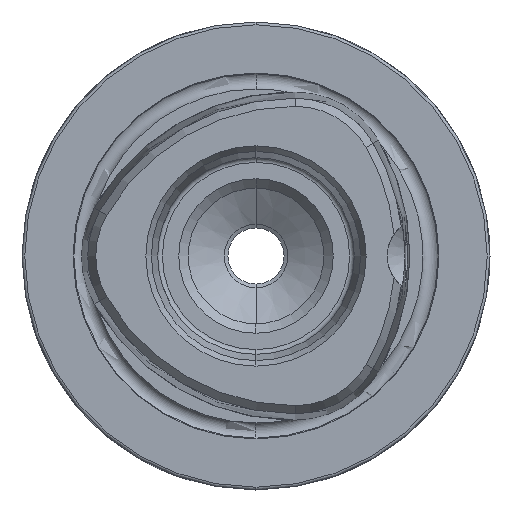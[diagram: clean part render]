
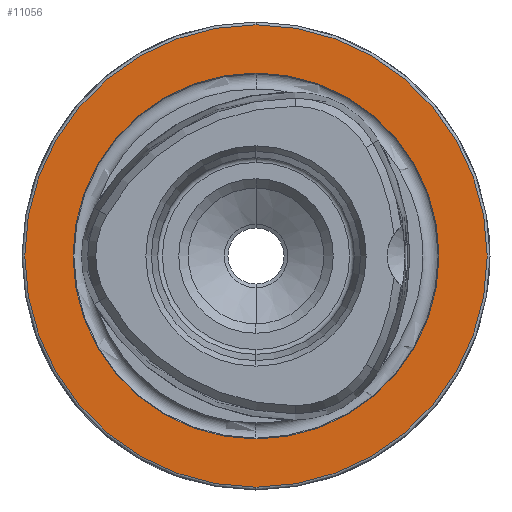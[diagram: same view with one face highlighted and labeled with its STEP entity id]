
A CAD part, left-side view. The second image highlights one B-rep face of the part: STEP entity #11056.
In plain terms, the highlighted planar face has unit normal (-1, 0, 0).
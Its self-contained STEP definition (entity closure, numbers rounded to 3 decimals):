
#46 = EDGE_CURVE ( 'NONE', #1785, #1784, #1836, .T. ) ;
#47 = EDGE_CURVE ( 'NONE', #1768, #1783, #1837, .T. ) ;
#381 = AXIS2_PLACEMENT_3D ( 'NONE', #10928, #10927, #10926 ) ;
#383 = AXIS2_PLACEMENT_3D ( 'NONE', #10924, #10923, #10922 ) ;
#1698 = EDGE_LOOP ( 'NONE', ( #13001, #13002 ) ) ;
#1768 = VERTEX_POINT ( 'NONE', #3141 ) ;
#1783 = VERTEX_POINT ( 'NONE', #3156 ) ;
#1784 = VERTEX_POINT ( 'NONE', #3157 ) ;
#1785 = VERTEX_POINT ( 'NONE', #3158 ) ;
#1836 = CIRCLE ( 'NONE', #381, 24.7 ) ;
#1837 = CIRCLE ( 'NONE', #383, 19.55 ) ;
#3141 = CARTESIAN_POINT ( 'NONE',  ( 0., 0., 19.55 ) ) ;
#3156 = CARTESIAN_POINT ( 'NONE',  ( 0., 0., -19.55 ) ) ;
#3157 = CARTESIAN_POINT ( 'NONE',  ( 0., 0., 24.7 ) ) ;
#3158 = CARTESIAN_POINT ( 'NONE',  ( 0., 0., -24.7 ) ) ;
#3824 = FACE_OUTER_BOUND ( 'NONE', #1698, .T. ) ;
#3828 = FACE_BOUND ( 'NONE', #9816, .T. ) ;
#4726 = AXIS2_PLACEMENT_3D ( 'NONE', #5122, #5120, #5125 ) ;
#5120 = DIRECTION ( 'NONE',  ( 1., 0., 0. ) ) ;
#5122 = CARTESIAN_POINT ( 'NONE',  ( 0., 19.55, 0. ) ) ;
#5123 = PLANE ( 'NONE',  #4726 ) ;
#5125 = DIRECTION ( 'NONE',  ( 0., 0., -1. ) ) ;
#5919 = CIRCLE ( 'NONE', #6657, 19.55 ) ;
#5926 = CIRCLE ( 'NONE', #6660, 24.7 ) ;
#6657 = AXIS2_PLACEMENT_3D ( 'NONE', #7743, #7744, #7745 ) ;
#6660 = AXIS2_PLACEMENT_3D ( 'NONE', #7754, #7755, #7756 ) ;
#7743 = CARTESIAN_POINT ( 'NONE',  ( 0., 0., 0. ) ) ;
#7744 = DIRECTION ( 'NONE',  ( -1., 0., 0. ) ) ;
#7745 = DIRECTION ( 'NONE',  ( 0., 0., 1. ) ) ;
#7754 = CARTESIAN_POINT ( 'NONE',  ( 0., 0., 0. ) ) ;
#7755 = DIRECTION ( 'NONE',  ( -1., 0., 0. ) ) ;
#7756 = DIRECTION ( 'NONE',  ( 0., 0., 1. ) ) ;
#9816 = EDGE_LOOP ( 'NONE', ( #12999, #13000 ) ) ;
#10922 = DIRECTION ( 'NONE',  ( 0., 0., 1. ) ) ;
#10923 = DIRECTION ( 'NONE',  ( -1., 0., 0. ) ) ;
#10924 = CARTESIAN_POINT ( 'NONE',  ( 0., 0., 0. ) ) ;
#10926 = DIRECTION ( 'NONE',  ( 0., 0., 1. ) ) ;
#10927 = DIRECTION ( 'NONE',  ( -1., 0., 0. ) ) ;
#10928 = CARTESIAN_POINT ( 'NONE',  ( 0., 0., 0. ) ) ;
#11056 = ADVANCED_FACE ( 'NONE', ( #3828, #3824 ), #5123, .F. ) ;
#12099 = EDGE_CURVE ( 'NONE', #1783, #1768, #5919, .T. ) ;
#12103 = EDGE_CURVE ( 'NONE', #1784, #1785, #5926, .T. ) ;
#12999 = ORIENTED_EDGE ( 'NONE', *, *, #47, .F. ) ;
#13000 = ORIENTED_EDGE ( 'NONE', *, *, #12099, .F. ) ;
#13001 = ORIENTED_EDGE ( 'NONE', *, *, #12103, .T. ) ;
#13002 = ORIENTED_EDGE ( 'NONE', *, *, #46, .T. ) ;
